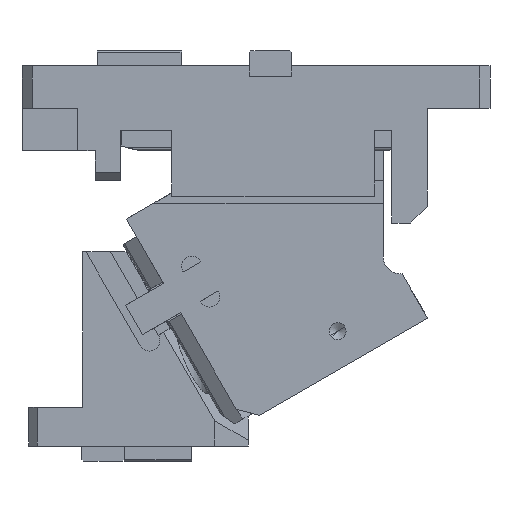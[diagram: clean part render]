
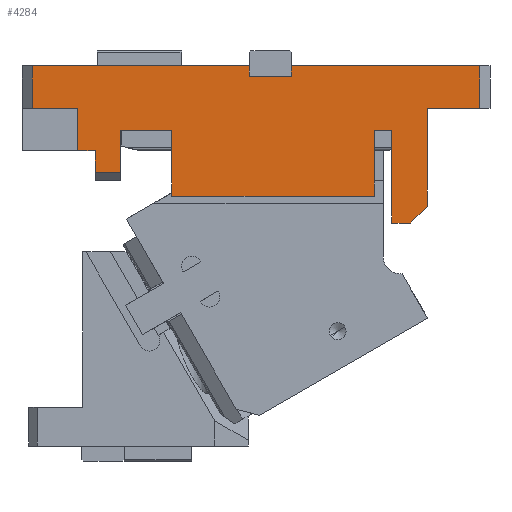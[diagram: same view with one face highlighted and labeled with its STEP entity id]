
A CAD part, front view. The second image highlights one B-rep face of the part: STEP entity #4284.
In plain terms, the highlighted planar face has unit normal (0, -1, 0).
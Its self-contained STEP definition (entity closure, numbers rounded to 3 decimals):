
#231=CARTESIAN_POINT('Vertex',(-234.1,-42.5,149.35)) ;
#234=CARTESIAN_POINT('Line Origine',(-169.85,-42.5,149.35)) ;
#238=CARTESIAN_POINT('Vertex',(-105.6,-42.5,149.35)) ;
#807=CARTESIAN_POINT('Vertex',(-234.1,-42.5,124.35)) ;
#810=CARTESIAN_POINT('Line Origine',(-234.1,-42.5,136.85)) ;
#834=CARTESIAN_POINT('Line Origine',(-105.6,-42.5,146.35)) ;
#838=CARTESIAN_POINT('Vertex',(-105.6,-42.5,143.35)) ;
#1481=CARTESIAN_POINT('Vertex',(-196.786,-42.5,99.264)) ;
#1484=CARTESIAN_POINT('Line Origine',(-201.943,-42.5,99.264)) ;
#1488=CARTESIAN_POINT('Vertex',(-207.1,-42.5,99.264)) ;
#1558=CARTESIAN_POINT('Vertex',(-207.1,-42.5,124.35)) ;
#1561=CARTESIAN_POINT('Line Origine',(-220.6,-42.5,124.35)) ;
#1613=CARTESIAN_POINT('Line Origine',(-0.1,-42.5,95.35)) ;
#1617=CARTESIAN_POINT('Vertex',(-0.1,-42.5,124.35)) ;
#1619=CARTESIAN_POINT('Vertex',(-0.1,-42.5,66.35)) ;
#1644=CARTESIAN_POINT('Line Origine',(-5.1,-42.5,61.35)) ;
#1648=CARTESIAN_POINT('Vertex',(-10.1,-42.5,56.35)) ;
#1668=CARTESIAN_POINT('Line Origine',(-15.693,-42.5,56.35)) ;
#1672=CARTESIAN_POINT('Vertex',(-21.286,-42.5,56.35)) ;
#1692=CARTESIAN_POINT('Line Origine',(-21.286,-42.5,83.807)) ;
#1696=CARTESIAN_POINT('Vertex',(-21.286,-42.5,111.264)) ;
#1752=CARTESIAN_POINT('Vertex',(-181.786,-42.5,111.264)) ;
#1755=CARTESIAN_POINT('Line Origine',(-181.786,-42.5,98.764)) ;
#1759=CARTESIAN_POINT('Vertex',(-181.786,-42.5,86.264)) ;
#1795=CARTESIAN_POINT('Line Origine',(-189.286,-42.5,86.264)) ;
#1799=CARTESIAN_POINT('Vertex',(-196.786,-42.5,86.264)) ;
#1826=CARTESIAN_POINT('Line Origine',(-196.786,-42.5,92.764)) ;
#1857=CARTESIAN_POINT('Line Origine',(-207.1,-42.5,111.807)) ;
#1874=CARTESIAN_POINT('Line Origine',(-93.1,-42.5,143.35)) ;
#1878=CARTESIAN_POINT('Vertex',(-80.6,-42.5,143.35)) ;
#1905=CARTESIAN_POINT('Line Origine',(-80.6,-42.5,146.35)) ;
#1909=CARTESIAN_POINT('Vertex',(-80.6,-42.5,149.35)) ;
#1962=CARTESIAN_POINT('Line Origine',(-24.85,-42.5,149.35)) ;
#1966=CARTESIAN_POINT('Vertex',(30.9,-42.5,149.35)) ;
#2193=CARTESIAN_POINT('Line Origine',(30.9,-42.5,136.85)) ;
#2197=CARTESIAN_POINT('Vertex',(30.9,-42.5,124.35)) ;
#2229=CARTESIAN_POINT('Line Origine',(15.4,-42.5,124.35)) ;
#4138=CARTESIAN_POINT('Vertex',(-151.476,-42.5,111.264)) ;
#4141=CARTESIAN_POINT('Line Origine',(-166.631,-42.5,111.264)) ;
#4146=CARTESIAN_POINT('Line Origine',(-26.381,-42.5,111.264)) ;
#4150=CARTESIAN_POINT('Vertex',(-31.476,-42.5,111.264)) ;
#4186=CARTESIAN_POINT('Line Origine',(-91.476,-42.5,72.264)) ;
#4190=CARTESIAN_POINT('Vertex',(-31.476,-42.5,72.264)) ;
#4192=CARTESIAN_POINT('Vertex',(-151.476,-42.5,72.264)) ;
#4217=CARTESIAN_POINT('Line Origine',(-151.476,-42.5,91.764)) ;
#4238=CARTESIAN_POINT('Line Origine',(-31.476,-42.5,91.764)) ;
#4254=CARTESIAN_POINT('Axis2P3D Location',(9.14,-42.5,15.87)) ;
#235=DIRECTION('Vector Direction',(-1.,0.,0.)) ;
#811=DIRECTION('Vector Direction',(0.,0.,-1.)) ;
#835=DIRECTION('Vector Direction',(0.,0.,1.)) ;
#1485=DIRECTION('Vector Direction',(1.,0.,0.)) ;
#1562=DIRECTION('Vector Direction',(1.,0.,0.)) ;
#1614=DIRECTION('Vector Direction',(0.,0.,-1.)) ;
#1645=DIRECTION('Vector Direction',(0.707,0.,0.707)) ;
#1669=DIRECTION('Vector Direction',(1.,0.,0.)) ;
#1693=DIRECTION('Vector Direction',(0.,0.,1.)) ;
#1756=DIRECTION('Vector Direction',(0.,0.,-1.)) ;
#1796=DIRECTION('Vector Direction',(1.,0.,0.)) ;
#1827=DIRECTION('Vector Direction',(0.,0.,-1.)) ;
#1858=DIRECTION('Vector Direction',(0.,0.,-1.)) ;
#1875=DIRECTION('Vector Direction',(-1.,0.,0.)) ;
#1906=DIRECTION('Vector Direction',(0.,0.,1.)) ;
#1963=DIRECTION('Vector Direction',(-1.,0.,0.)) ;
#2194=DIRECTION('Vector Direction',(0.,0.,1.)) ;
#2230=DIRECTION('Vector Direction',(1.,0.,0.)) ;
#4142=DIRECTION('Vector Direction',(1.,0.,0.)) ;
#4147=DIRECTION('Vector Direction',(1.,0.,0.)) ;
#4187=DIRECTION('Vector Direction',(-1.,0.,0.)) ;
#4218=DIRECTION('Vector Direction',(0.,0.,-1.)) ;
#4239=DIRECTION('Vector Direction',(0.,0.,1.)) ;
#4255=DIRECTION('Axis2P3D Direction',(0.,1.,0.)) ;
#4256=DIRECTION('Axis2P3D XDirection',(0.,0.,1.)) ;
#4257=AXIS2_PLACEMENT_3D('Plane Axis2P3D',#4254,#4255,#4256) ;
#4260=ORIENTED_EDGE('',*,*,#2233,.T.) ;
#4261=ORIENTED_EDGE('',*,*,#2199,.T.) ;
#4262=ORIENTED_EDGE('',*,*,#1968,.T.) ;
#4263=ORIENTED_EDGE('',*,*,#1911,.F.) ;
#4264=ORIENTED_EDGE('',*,*,#1880,.T.) ;
#4265=ORIENTED_EDGE('',*,*,#840,.T.) ;
#4266=ORIENTED_EDGE('',*,*,#240,.T.) ;
#4267=ORIENTED_EDGE('',*,*,#814,.T.) ;
#4268=ORIENTED_EDGE('',*,*,#1565,.T.) ;
#4269=ORIENTED_EDGE('',*,*,#1861,.T.) ;
#4270=ORIENTED_EDGE('',*,*,#1490,.T.) ;
#4271=ORIENTED_EDGE('',*,*,#1830,.T.) ;
#4272=ORIENTED_EDGE('',*,*,#1801,.T.) ;
#4273=ORIENTED_EDGE('',*,*,#1761,.F.) ;
#4274=ORIENTED_EDGE('',*,*,#4145,.T.) ;
#4275=ORIENTED_EDGE('',*,*,#4221,.T.) ;
#4276=ORIENTED_EDGE('',*,*,#4194,.F.) ;
#4277=ORIENTED_EDGE('',*,*,#4242,.T.) ;
#4278=ORIENTED_EDGE('',*,*,#4152,.T.) ;
#4279=ORIENTED_EDGE('',*,*,#1698,.F.) ;
#4280=ORIENTED_EDGE('',*,*,#1674,.T.) ;
#4281=ORIENTED_EDGE('',*,*,#1650,.T.) ;
#4282=ORIENTED_EDGE('',*,*,#1621,.F.) ;
#236=VECTOR('Line Direction',#235,1.) ;
#812=VECTOR('Line Direction',#811,1.) ;
#836=VECTOR('Line Direction',#835,1.) ;
#1486=VECTOR('Line Direction',#1485,1.) ;
#1563=VECTOR('Line Direction',#1562,1.) ;
#1615=VECTOR('Line Direction',#1614,1.) ;
#1646=VECTOR('Line Direction',#1645,1.) ;
#1670=VECTOR('Line Direction',#1669,1.) ;
#1694=VECTOR('Line Direction',#1693,1.) ;
#1757=VECTOR('Line Direction',#1756,1.) ;
#1797=VECTOR('Line Direction',#1796,1.) ;
#1828=VECTOR('Line Direction',#1827,1.) ;
#1859=VECTOR('Line Direction',#1858,1.) ;
#1876=VECTOR('Line Direction',#1875,1.) ;
#1907=VECTOR('Line Direction',#1906,1.) ;
#1964=VECTOR('Line Direction',#1963,1.) ;
#2195=VECTOR('Line Direction',#2194,1.) ;
#2231=VECTOR('Line Direction',#2230,1.) ;
#4143=VECTOR('Line Direction',#4142,1.) ;
#4148=VECTOR('Line Direction',#4147,1.) ;
#4188=VECTOR('Line Direction',#4187,1.) ;
#4219=VECTOR('Line Direction',#4218,1.) ;
#4240=VECTOR('Line Direction',#4239,1.) ;
#4284=ADVANCED_FACE('CAM HOLDER',(#4283),#4258,.F.) ;
#240=EDGE_CURVE('',#239,#232,#237,.T.) ;
#814=EDGE_CURVE('',#232,#808,#813,.T.) ;
#840=EDGE_CURVE('',#839,#239,#837,.T.) ;
#1490=EDGE_CURVE('',#1489,#1482,#1487,.T.) ;
#1565=EDGE_CURVE('',#808,#1559,#1564,.T.) ;
#1621=EDGE_CURVE('',#1618,#1620,#1616,.T.) ;
#1650=EDGE_CURVE('',#1649,#1620,#1647,.T.) ;
#1674=EDGE_CURVE('',#1673,#1649,#1671,.T.) ;
#1698=EDGE_CURVE('',#1673,#1697,#1695,.T.) ;
#1761=EDGE_CURVE('',#1753,#1760,#1758,.T.) ;
#1801=EDGE_CURVE('',#1800,#1760,#1798,.T.) ;
#1830=EDGE_CURVE('',#1482,#1800,#1829,.T.) ;
#1861=EDGE_CURVE('',#1559,#1489,#1860,.T.) ;
#1880=EDGE_CURVE('',#1879,#839,#1877,.T.) ;
#1911=EDGE_CURVE('',#1879,#1910,#1908,.T.) ;
#1968=EDGE_CURVE('',#1967,#1910,#1965,.T.) ;
#2199=EDGE_CURVE('',#2198,#1967,#2196,.T.) ;
#2233=EDGE_CURVE('',#1618,#2198,#2232,.T.) ;
#4145=EDGE_CURVE('',#1753,#4139,#4144,.T.) ;
#4152=EDGE_CURVE('',#4151,#1697,#4149,.T.) ;
#4194=EDGE_CURVE('',#4191,#4193,#4189,.T.) ;
#4221=EDGE_CURVE('',#4139,#4193,#4220,.T.) ;
#4242=EDGE_CURVE('',#4191,#4151,#4241,.T.) ;
#4259=EDGE_LOOP('',(#4260,#4261,#4262,#4263,#4264,#4265,#4266,#4267,#4268,#4269,#4270,#4271,#4272,#4273,#4274,#4275,#4276,#4277,#4278,#4279,#4280,#4281,#4282)) ;
#4283=FACE_OUTER_BOUND('',#4259,.T.) ;
#237=LINE('Line',#234,#236) ;
#813=LINE('Line',#810,#812) ;
#837=LINE('Line',#834,#836) ;
#1487=LINE('Line',#1484,#1486) ;
#1564=LINE('Line',#1561,#1563) ;
#1616=LINE('Line',#1613,#1615) ;
#1647=LINE('Line',#1644,#1646) ;
#1671=LINE('Line',#1668,#1670) ;
#1695=LINE('Line',#1692,#1694) ;
#1758=LINE('Line',#1755,#1757) ;
#1798=LINE('Line',#1795,#1797) ;
#1829=LINE('Line',#1826,#1828) ;
#1860=LINE('Line',#1857,#1859) ;
#1877=LINE('Line',#1874,#1876) ;
#1908=LINE('Line',#1905,#1907) ;
#1965=LINE('Line',#1962,#1964) ;
#2196=LINE('Line',#2193,#2195) ;
#2232=LINE('Line',#2229,#2231) ;
#4144=LINE('Line',#4141,#4143) ;
#4149=LINE('Line',#4146,#4148) ;
#4189=LINE('Line',#4186,#4188) ;
#4220=LINE('Line',#4217,#4219) ;
#4241=LINE('Line',#4238,#4240) ;
#4258=PLANE('Plane',#4257) ;
#232=VERTEX_POINT('',#231) ;
#239=VERTEX_POINT('',#238) ;
#808=VERTEX_POINT('',#807) ;
#839=VERTEX_POINT('',#838) ;
#1482=VERTEX_POINT('',#1481) ;
#1489=VERTEX_POINT('',#1488) ;
#1559=VERTEX_POINT('',#1558) ;
#1618=VERTEX_POINT('',#1617) ;
#1620=VERTEX_POINT('',#1619) ;
#1649=VERTEX_POINT('',#1648) ;
#1673=VERTEX_POINT('',#1672) ;
#1697=VERTEX_POINT('',#1696) ;
#1753=VERTEX_POINT('',#1752) ;
#1760=VERTEX_POINT('',#1759) ;
#1800=VERTEX_POINT('',#1799) ;
#1879=VERTEX_POINT('',#1878) ;
#1910=VERTEX_POINT('',#1909) ;
#1967=VERTEX_POINT('',#1966) ;
#2198=VERTEX_POINT('',#2197) ;
#4139=VERTEX_POINT('',#4138) ;
#4151=VERTEX_POINT('',#4150) ;
#4191=VERTEX_POINT('',#4190) ;
#4193=VERTEX_POINT('',#4192) ;
